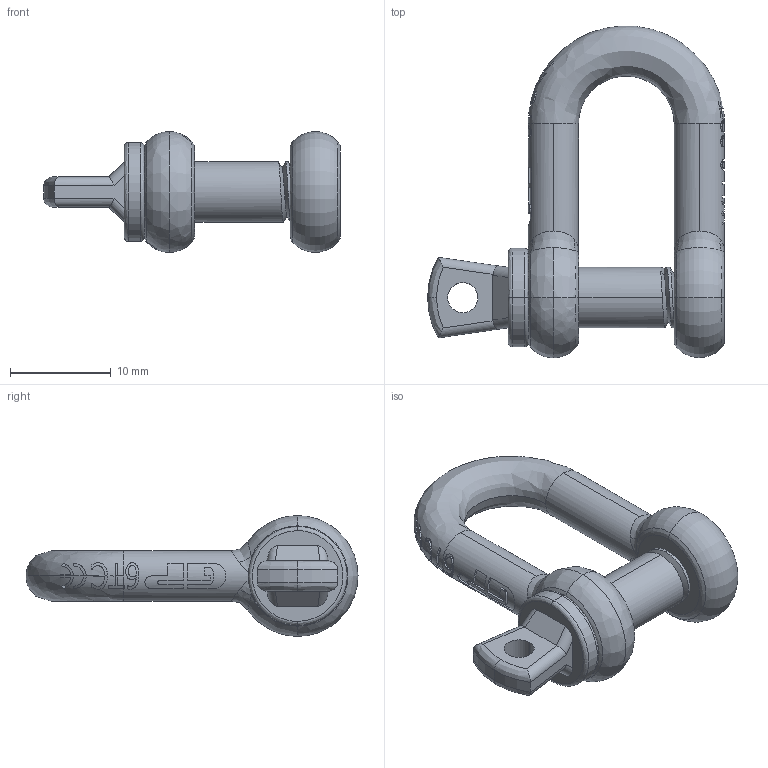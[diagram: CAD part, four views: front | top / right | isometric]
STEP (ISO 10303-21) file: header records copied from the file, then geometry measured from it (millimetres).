
FILE_DESCRIPTION(('STEP AP214'),'1');
FILE_NAME('gpgdbb05.stp','2017-04-07T04:15:45',('TraceParts'),('TraceParts S.A.'),'Spatial InterOp 3D',' ',' ');
FILE_SCHEMA(('automotive_design'));
Length unit declared in the file: millimetre
Products named in the file (2): gpgdbb05_1; gpgdbb05_2
Bounding box: 29.5 x 32.99 x 12 mm (x, y, z)
Volume: 2442.2 mm3; surface area: 2311.2 mm2
Topology: 2 solids, 2 shells, 348 faces, 978 edges, 625 vertices
Faces by surface type: bspline 160, plane 109, cylinder 71, torus 5, cone 3
Entity records: 19001 total; most frequent: CARTESIAN_POINT 11417, ORIENTED_EDGE 1912, DIRECTION 1062, EDGE_CURVE 956, VERTEX_POINT 625, B_SPLINE_CURVE_WITH_KNOTS 398, EDGE_LOOP 367, AXIS2_PLACEMENT_3D 362
